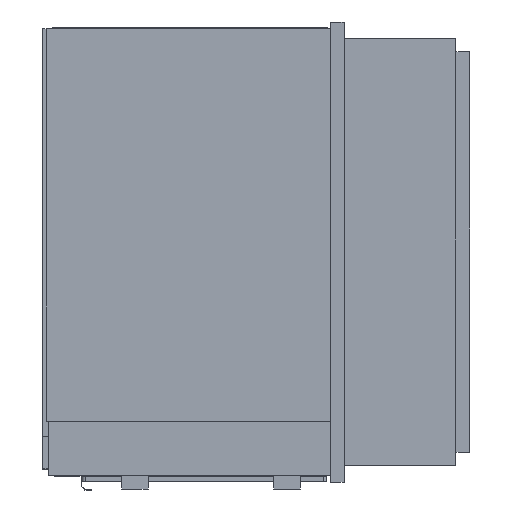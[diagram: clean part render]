
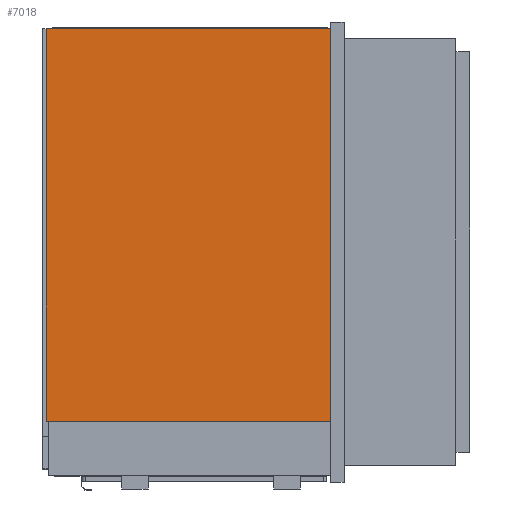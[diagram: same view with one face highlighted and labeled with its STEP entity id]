
A CAD part, left-side view. The second image highlights one B-rep face of the part: STEP entity #7018.
In plain terms, the highlighted planar face has unit normal (-1, 0, 0).
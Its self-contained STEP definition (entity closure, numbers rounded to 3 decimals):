
#69 = ORIENTED_EDGE ( 'NONE', *, *, #622, .F. ) ;
#511 = CARTESIAN_POINT ( 'NONE',  ( -725., 430., -255.5 ) ) ;
#536 = DIRECTION ( 'NONE',  ( 0., -1., 0. ) ) ;
#622 = EDGE_CURVE ( 'NONE', #2253, #5449, #1229, .T. ) ;
#700 = DIRECTION ( 'NONE',  ( 1., 0., 0. ) ) ;
#920 = EDGE_CURVE ( 'NONE', #6447, #1550, #1021, .T. ) ;
#1021 = LINE ( 'NONE', #5828, #8216 ) ;
#1229 = LINE ( 'NONE', #8212, #7788 ) ;
#1280 = CARTESIAN_POINT ( 'NONE',  ( -725., 430., -255.5 ) ) ;
#1550 = VERTEX_POINT ( 'NONE', #511 ) ;
#2253 = VERTEX_POINT ( 'NONE', #5725 ) ;
#2433 = EDGE_CURVE ( 'NONE', #1550, #5449, #7924, .T. ) ;
#3222 = ORIENTED_EDGE ( 'NONE', *, *, #920, .T. ) ;
#3485 = CARTESIAN_POINT ( 'NONE',  ( -725., 430., 337.5 ) ) ;
#3549 = DIRECTION ( 'NONE',  ( 0., 0., -1. ) ) ;
#4096 = DIRECTION ( 'NONE',  ( 0., -1., 0. ) ) ;
#5026 = EDGE_LOOP ( 'NONE', ( #7925, #69, #5845, #3222 ) ) ;
#5413 = CARTESIAN_POINT ( 'NONE',  ( -725., 430., 337.5 ) ) ;
#5449 = VERTEX_POINT ( 'NONE', #8950 ) ;
#5725 = CARTESIAN_POINT ( 'NONE',  ( -725., 0., 337.5 ) ) ;
#5828 = CARTESIAN_POINT ( 'NONE',  ( -725., 430., 337.5 ) ) ;
#5845 = ORIENTED_EDGE ( 'NONE', *, *, #6345, .F. ) ;
#6345 = EDGE_CURVE ( 'NONE', #6447, #2253, #6897, .T. ) ;
#6447 = VERTEX_POINT ( 'NONE', #7491 ) ;
#6672 = VECTOR ( 'NONE', #536, 1000. ) ;
#6745 = DIRECTION ( 'NONE',  ( 0., 0., -1. ) ) ;
#6763 = FACE_OUTER_BOUND ( 'NONE', #5026, .T. ) ;
#6897 = LINE ( 'NONE', #5413, #6672 ) ;
#7018 = ADVANCED_FACE ( 'NONE', ( #6763 ), #7686, .F. ) ;
#7491 = CARTESIAN_POINT ( 'NONE',  ( -725., 430., 337.5 ) ) ;
#7686 = PLANE ( 'NONE',  #8853 ) ;
#7788 = VECTOR ( 'NONE', #6745, 1000. ) ;
#7824 = VECTOR ( 'NONE', #4096, 1000. ) ;
#7924 = LINE ( 'NONE', #1280, #7824 ) ;
#7925 = ORIENTED_EDGE ( 'NONE', *, *, #2433, .T. ) ;
#7972 = DIRECTION ( 'NONE',  ( 0., 0., -1. ) ) ;
#8212 = CARTESIAN_POINT ( 'NONE',  ( -725., 0., 337.5 ) ) ;
#8216 = VECTOR ( 'NONE', #7972, 1000. ) ;
#8853 = AXIS2_PLACEMENT_3D ( 'NONE', #3485, #700, #3549 ) ;
#8950 = CARTESIAN_POINT ( 'NONE',  ( -725., 0., -255.5 ) ) ;
